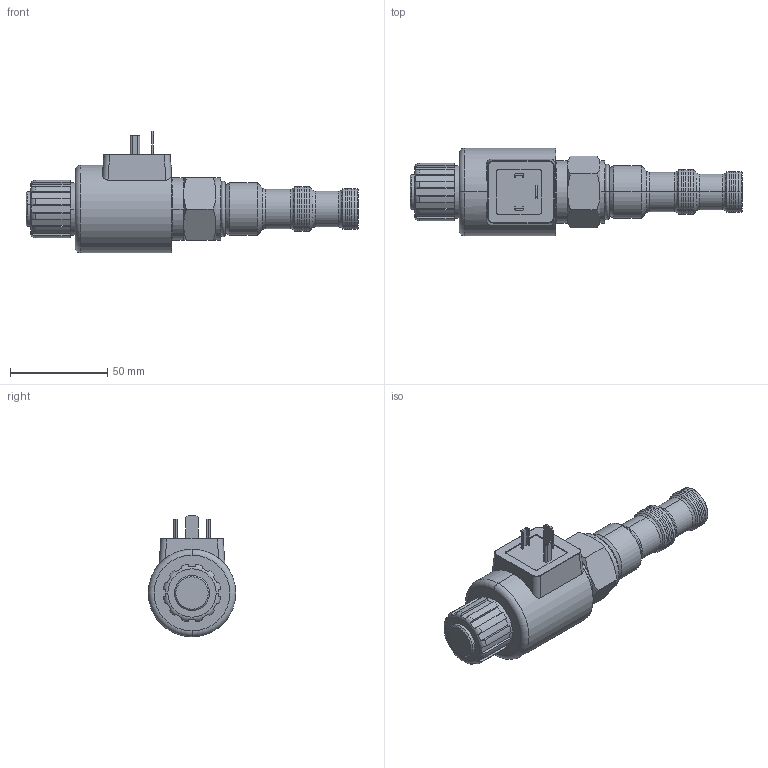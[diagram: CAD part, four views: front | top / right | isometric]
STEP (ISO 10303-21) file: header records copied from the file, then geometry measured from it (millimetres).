
FILE_DESCRIPTION (( 'STEP AP214' ), '1' );
FILE_NAME ('518.027-G24_3-Wege-Stromr_Kunde.STEP', '2017-03-27T06:05:38', ( 'User' ), ( '' ), 'SwSTEP 2.0', 'SolidWorks 2016', '' );
FILE_SCHEMA (( 'AUTOMOTIVE_DESIGN' ));
Length unit declared in the file: millimetre
Products named in the file (1): 518.027-G24_3-Wege-Stromr_Kunde
Bounding box: 170.6 x 45 x 62.5 mm (x, y, z)
Volume: 151885 mm3; surface area: 22719.4 mm2
Topology: 2 solids, 2 shells, 233 faces, 555 edges, 338 vertices
Faces by surface type: plane 105, cylinder 56, cone 48, torus 20, bspline 4
Entity records: 8952 total; most frequent: CARTESIAN_POINT 1745, DIRECTION 1131, ORIENTED_EDGE 1110, EDGE_CURVE 555, AXIS2_PLACEMENT_3D 424, VERTEX_POINT 338, LINE 283, VECTOR 283
